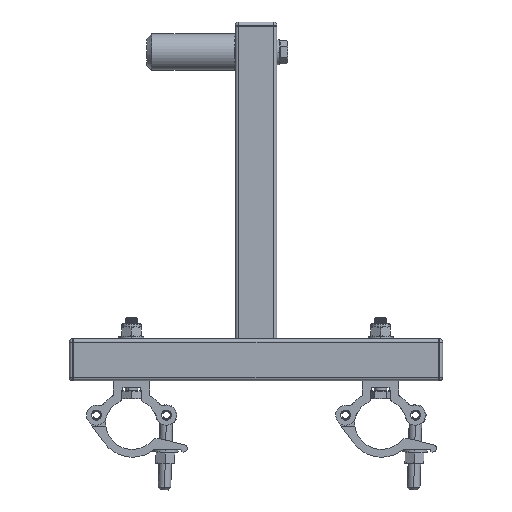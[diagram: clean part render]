
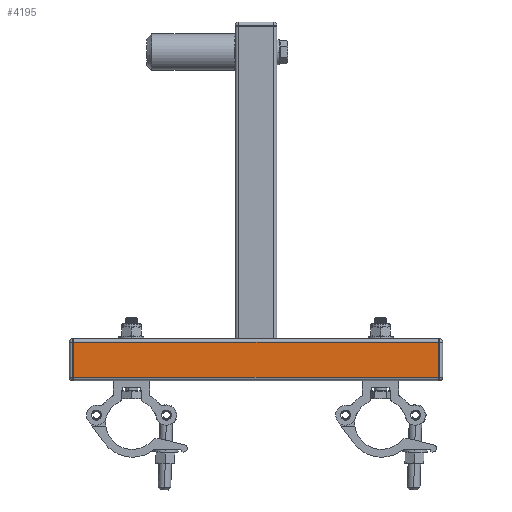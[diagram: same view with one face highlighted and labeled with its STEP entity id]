
A CAD part, left-side view. The second image highlights one B-rep face of the part: STEP entity #4195.
In plain terms, the highlighted planar face has unit normal (-1, 0, 0).
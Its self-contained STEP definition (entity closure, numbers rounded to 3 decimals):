
#74 = VERTEX_POINT ( 'NONE', #1365 ) ;
#203 = CARTESIAN_POINT ( 'NONE',  ( -20., 175., -17. ) ) ;
#1365 = CARTESIAN_POINT ( 'NONE',  ( -20., 175., 17. ) ) ;
#1486 = PLANE ( 'NONE',  #9297 ) ;
#1608 = DIRECTION ( 'NONE',  ( 0., 0., 1. ) ) ;
#2310 = CARTESIAN_POINT ( 'NONE',  ( -20., 175., 17. ) ) ;
#2840 = DIRECTION ( 'NONE',  ( 0., -1., 0. ) ) ;
#3185 = VERTEX_POINT ( 'NONE', #6145 ) ;
#3337 = VECTOR ( 'NONE', #1608, 1000. ) ;
#4009 = FACE_OUTER_BOUND ( 'NONE', #4821, .T. ) ;
#4195 = ADVANCED_FACE ( 'NONE', ( #4009 ), #1486, .F. ) ;
#4821 = EDGE_LOOP ( 'NONE', ( #16415, #11507, #8566, #11484 ) ) ;
#5477 = CARTESIAN_POINT ( 'NONE',  ( -20., 175., -17. ) ) ;
#5928 = DIRECTION ( 'NONE',  ( 0., 0., 1. ) ) ;
#6145 = CARTESIAN_POINT ( 'NONE',  ( -20., -175., -17. ) ) ;
#8341 = VECTOR ( 'NONE', #5928, 1000. ) ;
#8566 = ORIENTED_EDGE ( 'NONE', *, *, #16996, .F. ) ;
#9077 = VERTEX_POINT ( 'NONE', #15146 ) ;
#9153 = LINE ( 'NONE', #203, #15337 ) ;
#9283 = CARTESIAN_POINT ( 'NONE',  ( -20., 175., -17. ) ) ;
#9297 = AXIS2_PLACEMENT_3D ( 'NONE', #9283, #14544, #13237 ) ;
#9794 = EDGE_CURVE ( 'NONE', #3185, #14878, #11365, .T. ) ;
#10170 = LINE ( 'NONE', #2310, #10447 ) ;
#10447 = VECTOR ( 'NONE', #11204, 1000. ) ;
#10851 = EDGE_CURVE ( 'NONE', #74, #14878, #10170, .T. ) ;
#11174 = CARTESIAN_POINT ( 'NONE',  ( -20., -175., 17. ) ) ;
#11204 = DIRECTION ( 'NONE',  ( 0., -1., 0. ) ) ;
#11365 = LINE ( 'NONE', #11449, #8341 ) ;
#11449 = CARTESIAN_POINT ( 'NONE',  ( -20., -175., -17. ) ) ;
#11484 = ORIENTED_EDGE ( 'NONE', *, *, #15413, .T. ) ;
#11507 = ORIENTED_EDGE ( 'NONE', *, *, #10851, .F. ) ;
#13237 = DIRECTION ( 'NONE',  ( 0., 0., -1. ) ) ;
#14544 = DIRECTION ( 'NONE',  ( 1., 0., 0. ) ) ;
#14654 = LINE ( 'NONE', #5477, #3337 ) ;
#14878 = VERTEX_POINT ( 'NONE', #11174 ) ;
#15146 = CARTESIAN_POINT ( 'NONE',  ( -20., 175., -17. ) ) ;
#15337 = VECTOR ( 'NONE', #2840, 1000. ) ;
#15413 = EDGE_CURVE ( 'NONE', #9077, #3185, #9153, .T. ) ;
#16415 = ORIENTED_EDGE ( 'NONE', *, *, #9794, .T. ) ;
#16996 = EDGE_CURVE ( 'NONE', #9077, #74, #14654, .T. ) ;
